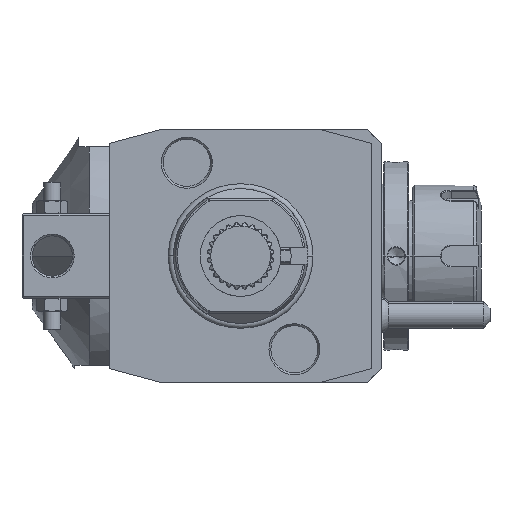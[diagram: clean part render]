
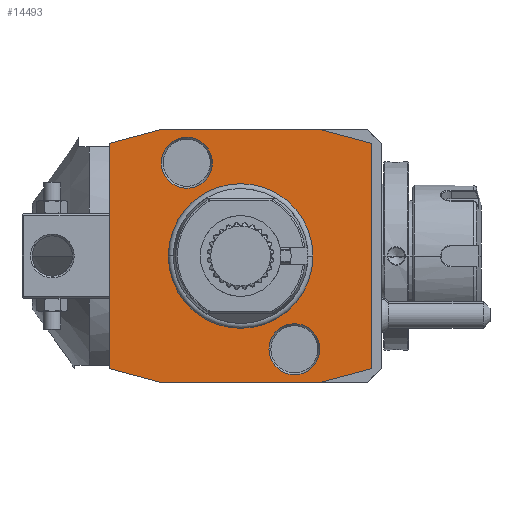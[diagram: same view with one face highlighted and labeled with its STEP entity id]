
A CAD part, front view. The second image highlights one B-rep face of the part: STEP entity #14493.
In plain terms, the highlighted planar face has unit normal (0, -1, 0).
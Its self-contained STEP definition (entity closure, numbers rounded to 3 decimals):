
#1=DIRECTION('',(0.966,0.,-0.259));
#2=VECTOR('',#1,15.529);
#3=CARTESIAN_POINT('',(-39.,0.,-33.481));
#4=LINE('',#3,#2);
#5=DIRECTION('',(0.,0.,-1.));
#6=VECTOR('',#5,66.962);
#7=CARTESIAN_POINT('',(-39.,0.,33.481));
#8=LINE('',#7,#6);
#9=DIRECTION('',(-0.966,0.,-0.259));
#10=VECTOR('',#9,15.529);
#11=CARTESIAN_POINT('',(-24.,0.,37.5));
#12=LINE('',#11,#10);
#13=DIRECTION('',(-1.,0.,0.));
#14=VECTOR('',#13,48.);
#15=CARTESIAN_POINT('',(24.,0.,37.5));
#16=LINE('',#15,#14);
#17=DIRECTION('',(-0.966,0.,0.259));
#18=VECTOR('',#17,15.529);
#19=CARTESIAN_POINT('',(39.,0.,33.481));
#20=LINE('',#19,#18);
#21=DIRECTION('',(0.,0.,1.));
#22=VECTOR('',#21,66.962);
#23=CARTESIAN_POINT('',(39.,0.,-33.481));
#24=LINE('',#23,#22);
#25=DIRECTION('',(0.966,0.,0.259));
#26=VECTOR('',#25,15.529);
#27=CARTESIAN_POINT('',(24.,0.,-37.5));
#28=LINE('',#27,#26);
#29=DIRECTION('',(1.,0.,0.));
#30=VECTOR('',#29,48.);
#31=CARTESIAN_POINT('',(-24.,0.,-37.5));
#32=LINE('',#31,#30);
#33=CARTESIAN_POINT('',(-16.,0.,27.713));
#34=DIRECTION('',(0.,1.,0.));
#35=DIRECTION('',(-1.,0.,0.));
#36=AXIS2_PLACEMENT_3D('',#33,#34,#35);
#38=CARTESIAN_POINT('',(-16.,0.,27.713));
#39=DIRECTION('',(0.,1.,0.));
#40=DIRECTION('',(1.,0.,0.));
#41=AXIS2_PLACEMENT_3D('',#38,#39,#40);
#43=CARTESIAN_POINT('',(16.,0.,-27.713));
#44=DIRECTION('',(0.,1.,0.));
#45=DIRECTION('',(1.,0.,0.));
#46=AXIS2_PLACEMENT_3D('',#43,#44,#45);
#48=CARTESIAN_POINT('',(16.,0.,-27.713));
#49=DIRECTION('',(0.,1.,0.));
#50=DIRECTION('',(-1.,0.,0.));
#51=AXIS2_PLACEMENT_3D('',#48,#49,#50);
#7167=CARTESIAN_POINT('',(0.,0.,0.));
#7168=DIRECTION('',(0.,1.,0.));
#7169=DIRECTION('',(-1.,0.,0.));
#7170=AXIS2_PLACEMENT_3D('',#7167,#7168,#7169);
#7172=CARTESIAN_POINT('',(0.,0.,0.));
#7173=DIRECTION('',(0.,1.,0.));
#7174=DIRECTION('',(1.,0.,0.));
#7175=AXIS2_PLACEMENT_3D('',#7172,#7173,#7174);
#12973=CARTESIAN_POINT('',(-23.577,0.,
27.713));
#12974=CARTESIAN_POINT('',(-8.423,0.,
27.713));
#12975=VERTEX_POINT('',#12973);
#12976=VERTEX_POINT('',#12974);
#13146=CARTESIAN_POINT('',(23.577,0.,-27.713));
#13147=CARTESIAN_POINT('',(8.423,0.,-27.713));
#13148=VERTEX_POINT('',#13146);
#13149=VERTEX_POINT('',#13147);
#14030=CARTESIAN_POINT('',(-39.,0.,-33.481));
#14031=CARTESIAN_POINT('',(-24.,0.,-37.5));
#14032=VERTEX_POINT('',#14030);
#14033=VERTEX_POINT('',#14031);
#14034=CARTESIAN_POINT('',(24.,0.,-37.5));
#14035=VERTEX_POINT('',#14034);
#14036=CARTESIAN_POINT('',(39.,0.,-33.481));
#14037=VERTEX_POINT('',#14036);
#14038=CARTESIAN_POINT('',(39.,0.,33.481));
#14039=VERTEX_POINT('',#14038);
#14040=CARTESIAN_POINT('',(24.,0.,37.5));
#14041=VERTEX_POINT('',#14040);
#14042=CARTESIAN_POINT('',(-24.,0.,37.5));
#14043=VERTEX_POINT('',#14042);
#14044=CARTESIAN_POINT('',(-39.,0.,33.481));
#14045=VERTEX_POINT('',#14044);
#14314=CARTESIAN_POINT('',(-21.137,0.,0.));
#14315=CARTESIAN_POINT('',(21.137,0.,0.));
#14316=VERTEX_POINT('',#14314);
#14317=VERTEX_POINT('',#14315);
#14452=CARTESIAN_POINT('',(0.,0.,0.));
#14453=DIRECTION('',(0.,-1.,0.));
#14454=DIRECTION('',(-1.,0.,0.));
#14455=AXIS2_PLACEMENT_3D('',#14452,#14453,#14454);
#14456=PLANE('',#14455);
#14458=ORIENTED_EDGE('',*,*,#14457,.F.);
#14460=ORIENTED_EDGE('',*,*,#14459,.F.);
#14462=ORIENTED_EDGE('',*,*,#14461,.F.);
#14464=ORIENTED_EDGE('',*,*,#14463,.F.);
#14466=ORIENTED_EDGE('',*,*,#14465,.F.);
#14468=ORIENTED_EDGE('',*,*,#14467,.F.);
#14470=ORIENTED_EDGE('',*,*,#14469,.F.);
#14472=ORIENTED_EDGE('',*,*,#14471,.F.);
#14473=EDGE_LOOP('',(#14458,#14460,#14462,#14464,#14466,#14468,#14470,#14472));
#14474=FACE_OUTER_BOUND('',#14473,.F.);
#14476=ORIENTED_EDGE('',*,*,#14475,.F.);
#14478=ORIENTED_EDGE('',*,*,#14477,.F.);
#14479=EDGE_LOOP('',(#14476,#14478));
#14480=FACE_BOUND('',#14479,.F.);
#14482=ORIENTED_EDGE('',*,*,#14481,.F.);
#14484=ORIENTED_EDGE('',*,*,#14483,.F.);
#14485=EDGE_LOOP('',(#14482,#14484));
#14486=FACE_BOUND('',#14485,.F.);
#14488=ORIENTED_EDGE('',*,*,#14487,.F.);
#14490=ORIENTED_EDGE('',*,*,#14489,.F.);
#14491=EDGE_LOOP('',(#14488,#14490));
#14492=FACE_BOUND('',#14491,.F.);
#37=CIRCLE('',#36,7.577);
#42=CIRCLE('',#41,7.577);
#47=CIRCLE('',#46,7.577);
#52=CIRCLE('',#51,7.577);
#7171=CIRCLE('',#7170,21.137);
#7176=CIRCLE('',#7175,21.137);
#14457=EDGE_CURVE('',#14032,#14033,#4,.T.);
#14459=EDGE_CURVE('',#14045,#14032,#8,.T.);
#14461=EDGE_CURVE('',#14043,#14045,#12,.T.);
#14463=EDGE_CURVE('',#14041,#14043,#16,.T.);
#14465=EDGE_CURVE('',#14039,#14041,#20,.T.);
#14467=EDGE_CURVE('',#14037,#14039,#24,.T.);
#14469=EDGE_CURVE('',#14035,#14037,#28,.T.);
#14471=EDGE_CURVE('',#14033,#14035,#32,.T.);
#14475=EDGE_CURVE('',#14316,#14317,#7171,.T.);
#14477=EDGE_CURVE('',#14317,#14316,#7176,.T.);
#14481=EDGE_CURVE('',#12975,#12976,#37,.T.);
#14483=EDGE_CURVE('',#12976,#12975,#42,.T.);
#14487=EDGE_CURVE('',#13148,#13149,#47,.T.);
#14489=EDGE_CURVE('',#13149,#13148,#52,.T.);
#14493=ADVANCED_FACE('',(#14474,#14480,#14486,#14492),#14456,.T.);
